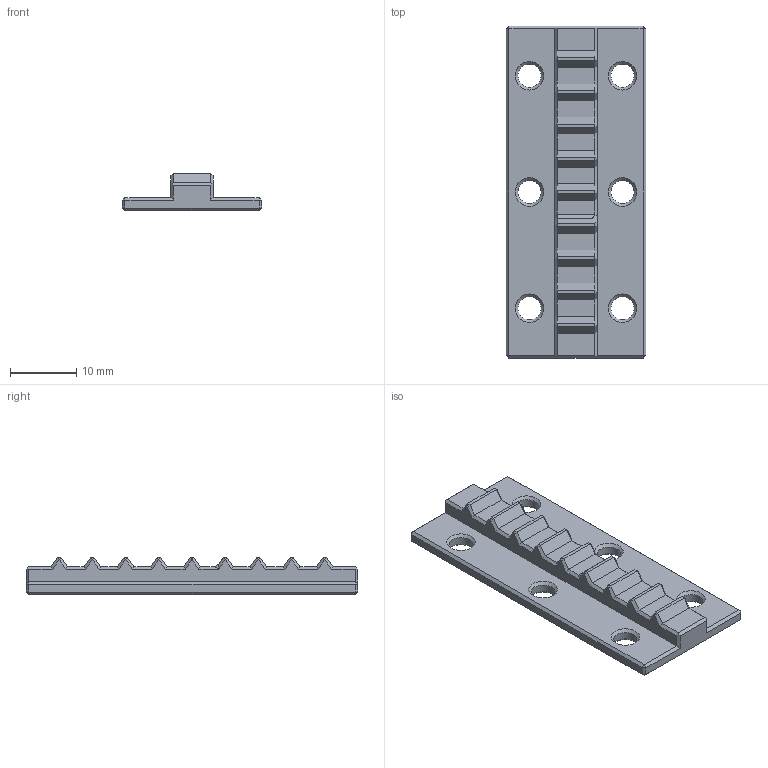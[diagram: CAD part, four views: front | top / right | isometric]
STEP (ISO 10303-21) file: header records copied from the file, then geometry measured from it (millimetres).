
FILE_DESCRIPTION(/* description */ (''),/* implementation_level */ '2;1');
FILE_NAME(/* name */ 'BeltGrabber .step',/* time_stamp */ '2020-12-27T20:28:58+01:00',/* author */ (''),/* organization */ (''),/* preprocessor_version */ 'ST-DEVELOPER v18.1',/* originating_system */ 'Autodesk Translation Framework v9.7.1.1290',/* authorisation */ '');
FILE_SCHEMA (('AUTOMOTIVE_DESIGN { 1 0 10303 214 3 1 1 }'));
Length unit declared in the file: millimetre
Products named in the file (2): BeltGrabber; Grabber
Assembly tree (1 placements, depth 2):
  BeltGrabber
    Grabber
Bounding box: 21 x 50 x 5.67 mm (x, y, z)
Volume: 2781.6 mm3; surface area: 2647.9 mm2
Topology: 1 solids, 1 shells, 167 faces, 383 edges, 218 vertices
Faces by surface type: plane 149, cone 12, cylinder 6
Full cylindrical faces by diameter (mm): 3.5 x6
Entity records: 4562 total; most frequent: CARTESIAN_POINT 771, ORIENTED_EDGE 766, DIRECTION 747, EDGE_CURVE 383, LINE 359, VECTOR 359, VERTEX_POINT 218, AXIS2_PLACEMENT_3D 194
